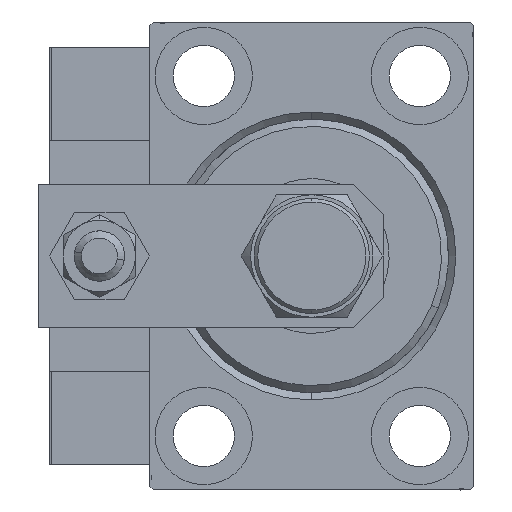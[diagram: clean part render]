
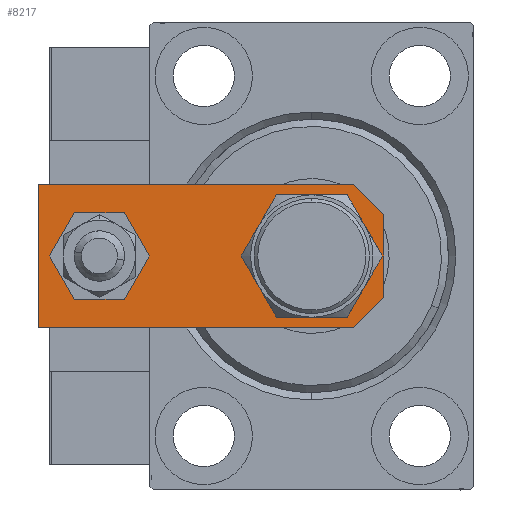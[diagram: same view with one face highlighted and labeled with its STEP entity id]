
A CAD part, left-side view. The second image highlights one B-rep face of the part: STEP entity #8217.
In plain terms, the highlighted face is planar.
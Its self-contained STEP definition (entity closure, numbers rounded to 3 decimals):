
#435 = CARTESIAN_POINT ( 'NONE',  ( 10., 4.24, 6. ) ) ;
#598 = ORIENTED_EDGE ( 'NONE', *, *, #17986, .F. ) ;
#900 = VECTOR ( 'NONE', #24238, 1000. ) ;
#1039 = AXIS2_PLACEMENT_3D ( 'NONE', #29649, #25664, #33378 ) ;
#1319 = CARTESIAN_POINT ( 'NONE',  ( -10., 0., 6. ) ) ;
#1639 = VERTEX_POINT ( 'NONE', #32414 ) ;
#2186 = VERTEX_POINT ( 'NONE', #26165 ) ;
#3217 = EDGE_CURVE ( 'NONE', #1639, #17880, #16844, .T. ) ;
#4223 = CARTESIAN_POINT ( 'NONE',  ( 10., 48., 6. ) ) ;
#5893 = AXIS2_PLACEMENT_3D ( 'NONE', #11420, #7673, #28442 ) ;
#6231 = DIRECTION ( 'NONE',  ( -1., 0., 0. ) ) ;
#6338 = CARTESIAN_POINT ( 'NONE',  ( 0., 10., 6. ) ) ;
#6557 = LINE ( 'NONE', #1319, #8501 ) ;
#6662 = ORIENTED_EDGE ( 'NONE', *, *, #16965, .T. ) ;
#6780 = CIRCLE ( 'NONE', #36515, 7.25 ) ;
#6914 = DIRECTION ( 'NONE',  ( 0., 0., 1. ) ) ;
#7605 = VERTEX_POINT ( 'NONE', #32816 ) ;
#7673 = DIRECTION ( 'NONE',  ( 0., 0., 1. ) ) ;
#8041 = CARTESIAN_POINT ( 'NONE',  ( -10., 48., 6. ) ) ;
#8217 = ADVANCED_FACE ( 'NONE', ( #44397, #48384, #36150 ), #24181, .T. ) ;
#8501 = VECTOR ( 'NONE', #18295, 1000. ) ;
#9020 = EDGE_CURVE ( 'NONE', #22567, #40775, #27048, .T. ) ;
#10234 = LINE ( 'NONE', #42693, #12903 ) ;
#10396 = CIRCLE ( 'NONE', #1039, 4. ) ;
#10796 = VECTOR ( 'NONE', #25893, 1000. ) ;
#11420 = CARTESIAN_POINT ( 'NONE',  ( 0., 0., 6. ) ) ;
#12018 = CIRCLE ( 'NONE', #25651, 7.25 ) ;
#12425 = EDGE_LOOP ( 'NONE', ( #42961, #29236 ) ) ;
#12903 = VECTOR ( 'NONE', #6231, 1000. ) ;
#13297 = DIRECTION ( 'NONE',  ( 0., 0., 1. ) ) ;
#14325 = EDGE_CURVE ( 'NONE', #49143, #1639, #31950, .T. ) ;
#14743 = CARTESIAN_POINT ( 'NONE',  ( 7.25, 10., 6. ) ) ;
#14908 = DIRECTION ( 'NONE',  ( 1., 0., 0. ) ) ;
#14954 = ORIENTED_EDGE ( 'NONE', *, *, #46101, .T. ) ;
#15691 = ORIENTED_EDGE ( 'NONE', *, *, #14325, .T. ) ;
#16844 = LINE ( 'NONE', #17644, #10796 ) ;
#16965 = EDGE_CURVE ( 'NONE', #7605, #39164, #35249, .T. ) ;
#17325 = VECTOR ( 'NONE', #31462, 1000. ) ;
#17644 = CARTESIAN_POINT ( 'NONE',  ( -2.88, -2.88, 6. ) ) ;
#17880 = VERTEX_POINT ( 'NONE', #51022 ) ;
#17986 = EDGE_CURVE ( 'NONE', #2186, #44800, #6780, .T. ) ;
#18295 = DIRECTION ( 'NONE',  ( 1., 0., 0. ) ) ;
#18318 = DIRECTION ( 'NONE',  ( 0., 0., 1. ) ) ;
#20534 = EDGE_CURVE ( 'NONE', #44800, #2186, #12018, .T. ) ;
#22316 = CARTESIAN_POINT ( 'NONE',  ( 0., 10., 6. ) ) ;
#22473 = ORIENTED_EDGE ( 'NONE', *, *, #48947, .T. ) ;
#22567 = VERTEX_POINT ( 'NONE', #40347 ) ;
#22885 = EDGE_CURVE ( 'NONE', #40775, #22567, #10396, .T. ) ;
#23012 = EDGE_LOOP ( 'NONE', ( #15691, #34747, #14954, #6662, #29168, #22473 ) ) ;
#24047 = EDGE_LOOP ( 'NONE', ( #598, #48278 ) ) ;
#24181 = PLANE ( 'NONE',  #5893 ) ;
#24238 = DIRECTION ( 'NONE',  ( 0., -1., 0. ) ) ;
#25651 = AXIS2_PLACEMENT_3D ( 'NONE', #6338, #13297, #45748 ) ;
#25664 = DIRECTION ( 'NONE',  ( 0., 0., 1. ) ) ;
#25840 = EDGE_CURVE ( 'NONE', #39164, #25908, #34695, .T. ) ;
#25893 = DIRECTION ( 'NONE',  ( 0.707, -0.707, 0. ) ) ;
#25908 = VERTEX_POINT ( 'NONE', #4223 ) ;
#26165 = CARTESIAN_POINT ( 'NONE',  ( -7.25, 10., 6. ) ) ;
#26628 = CARTESIAN_POINT ( 'NONE',  ( 0., 39.5, 6. ) ) ;
#27007 = CARTESIAN_POINT ( 'NONE',  ( 2.88, -2.88, 6. ) ) ;
#27048 = CIRCLE ( 'NONE', #38114, 4. ) ;
#28442 = DIRECTION ( 'NONE',  ( 1., 0., 0. ) ) ;
#29168 = ORIENTED_EDGE ( 'NONE', *, *, #25840, .T. ) ;
#29236 = ORIENTED_EDGE ( 'NONE', *, *, #9020, .F. ) ;
#29649 = CARTESIAN_POINT ( 'NONE',  ( 0., 39.5, 6. ) ) ;
#31462 = DIRECTION ( 'NONE',  ( 0., 1., 0. ) ) ;
#31950 = LINE ( 'NONE', #48179, #900 ) ;
#32414 = CARTESIAN_POINT ( 'NONE',  ( -10., 4.24, 6. ) ) ;
#32816 = CARTESIAN_POINT ( 'NONE',  ( 5.76, 0., 6. ) ) ;
#33378 = DIRECTION ( 'NONE',  ( 1., 0., 0. ) ) ;
#34695 = LINE ( 'NONE', #39201, #17325 ) ;
#34747 = ORIENTED_EDGE ( 'NONE', *, *, #3217, .T. ) ;
#35249 = LINE ( 'NONE', #27007, #38217 ) ;
#35917 = CARTESIAN_POINT ( 'NONE',  ( -4., 39.5, 6. ) ) ;
#36150 = FACE_BOUND ( 'NONE', #24047, .T. ) ;
#36515 = AXIS2_PLACEMENT_3D ( 'NONE', #22316, #18318, #38538 ) ;
#38114 = AXIS2_PLACEMENT_3D ( 'NONE', #26628, #6914, #14908 ) ;
#38217 = VECTOR ( 'NONE', #51468, 1000. ) ;
#38538 = DIRECTION ( 'NONE',  ( 1., 0., 0. ) ) ;
#39164 = VERTEX_POINT ( 'NONE', #435 ) ;
#39201 = CARTESIAN_POINT ( 'NONE',  ( 10., 0., 6. ) ) ;
#40347 = CARTESIAN_POINT ( 'NONE',  ( 4., 39.5, 6. ) ) ;
#40775 = VERTEX_POINT ( 'NONE', #35917 ) ;
#42693 = CARTESIAN_POINT ( 'NONE',  ( 10., 48., 6. ) ) ;
#42961 = ORIENTED_EDGE ( 'NONE', *, *, #22885, .F. ) ;
#44397 = FACE_BOUND ( 'NONE', #12425, .T. ) ;
#44800 = VERTEX_POINT ( 'NONE', #14743 ) ;
#45748 = DIRECTION ( 'NONE',  ( 1., 0., 0. ) ) ;
#46101 = EDGE_CURVE ( 'NONE', #17880, #7605, #6557, .T. ) ;
#48179 = CARTESIAN_POINT ( 'NONE',  ( -10., 48., 6. ) ) ;
#48278 = ORIENTED_EDGE ( 'NONE', *, *, #20534, .F. ) ;
#48384 = FACE_OUTER_BOUND ( 'NONE', #23012, .T. ) ;
#48947 = EDGE_CURVE ( 'NONE', #25908, #49143, #10234, .T. ) ;
#49143 = VERTEX_POINT ( 'NONE', #8041 ) ;
#51022 = CARTESIAN_POINT ( 'NONE',  ( -5.76, 0., 6. ) ) ;
#51468 = DIRECTION ( 'NONE',  ( 0.707, 0.707, 0. ) ) ;
